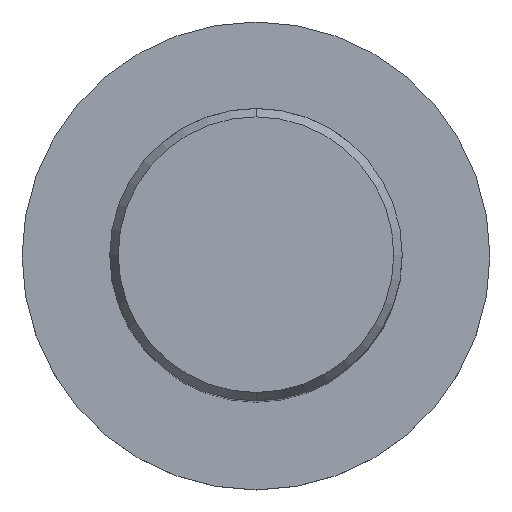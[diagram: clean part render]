
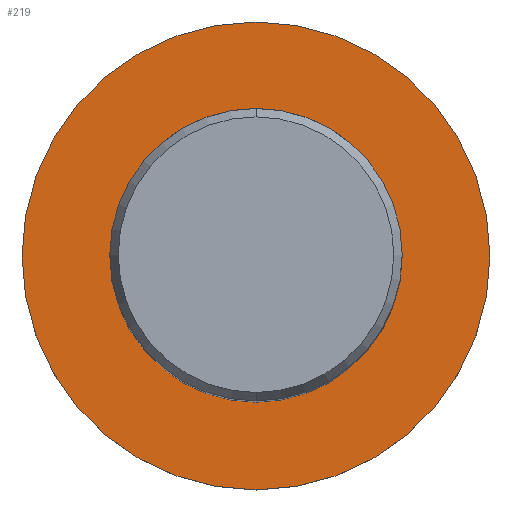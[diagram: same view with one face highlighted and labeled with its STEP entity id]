
A CAD part, top view. The second image highlights one B-rep face of the part: STEP entity #219.
In plain terms, the highlighted planar face has unit normal (0, 0, 1).
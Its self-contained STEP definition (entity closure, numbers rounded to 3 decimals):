
#201=EDGE_CURVE('',#363,#315,#526,.T.);
#219=ADVANCED_FACE('',(#547,#548),#549,.T.);
#245=EDGE_CURVE('',#399,#391,#578,.T.);
#281=EDGE_CURVE('',#391,#399,#619,.T.);
#315=VERTEX_POINT('',#656);
#363=VERTEX_POINT('',#706);
#391=VERTEX_POINT('',#735);
#399=VERTEX_POINT('',#743);
#469=EDGE_CURVE('',#315,#363,#821,.T.);
#526=CIRCLE('',#903,16.0);
#547=FACE_BOUND('',#951,.T.);
#548=FACE_OUTER_BOUND('',#952,.T.);
#549=PLANE('',#953);
#578=CIRCLE('',#1016,10.0);
#619=CIRCLE('',#1086,10.0);
#656=CARTESIAN_POINT('',(0.,-16.0,-50.0));
#706=CARTESIAN_POINT('',(0.0,16.0,-50.0));
#735=CARTESIAN_POINT('',(0.0,10.0,-50.0));
#743=CARTESIAN_POINT('',(0.,-10.0,-50.0));
#821=CIRCLE('',#1517,16.0);
#903=AXIS2_PLACEMENT_3D('',#1567,#1568,#1569);
#951=EDGE_LOOP('',(#1595,#1596));
#952=EDGE_LOOP('',(#1597,#1598));
#953=AXIS2_PLACEMENT_3D('',#1599,#1600,#1601);
#1016=AXIS2_PLACEMENT_3D('',#1635,#1636,#1637);
#1086=AXIS2_PLACEMENT_3D('',#1682,#1683,#1684);
#1517=AXIS2_PLACEMENT_3D('',#1897,#1898,#1899);
#1567=CARTESIAN_POINT('',(0.0,0.0,-50.0));
#1568=DIRECTION('',(0.0,0.0,-1.0));
#1569=DIRECTION('',(0.0,1.0,0.0));
#1595=ORIENTED_EDGE('',*,*,#281,.T.);
#1596=ORIENTED_EDGE('',*,*,#245,.T.);
#1597=ORIENTED_EDGE('',*,*,#201,.F.);
#1598=ORIENTED_EDGE('',*,*,#469,.F.);
#1599=CARTESIAN_POINT('',(0.0,8.0,-50.0));
#1600=DIRECTION('',(-0.0,0.0,1.0));
#1601=DIRECTION('',(0.0,-1.0,0.0));
#1635=CARTESIAN_POINT('',(0.0,0.0,-50.0));
#1636=DIRECTION('',(-0.0,0.0,-1.0));
#1637=DIRECTION('',(0.0,1.0,0.0));
#1682=CARTESIAN_POINT('',(0.0,0.0,-50.0));
#1683=DIRECTION('',(-0.0,0.0,-1.0));
#1684=DIRECTION('',(0.0,1.0,0.0));
#1897=CARTESIAN_POINT('',(0.0,0.0,-50.0));
#1898=DIRECTION('',(0.0,0.0,-1.0));
#1899=DIRECTION('',(0.0,1.0,0.0));
